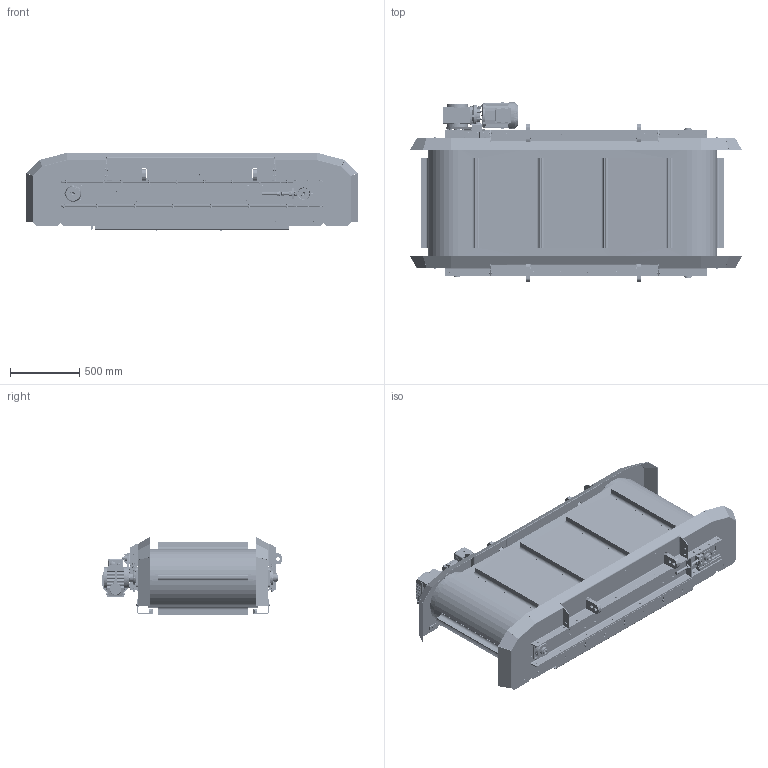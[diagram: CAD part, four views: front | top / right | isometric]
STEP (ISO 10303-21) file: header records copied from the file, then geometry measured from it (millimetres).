
FILE_DESCRIPTION(/* description */ (''),/* implementation_level */ '2;1');
FILE_NAME(/* name */ 'ROFC080341.stp',/* time_stamp */ '2022-05-05T20:01:19+02:00',/* author */ ('PH'),/* organization */ (''),/* preprocessor_version */ 'ST-DEVELOPER v18.1',/* originating_system */ 'Autodesk Inventor 2021',/* authorisation */ '');
FILE_SCHEMA (('AUTOMOTIVE_DESIGN { 1 0 10303 214 3 1 1 }'));
Length unit declared in the file: millimetre
Products named in the file (1): Součást1
Bounding box: 2404 x 1306 x 566.05 mm (x, y, z)
Volume: 150586271.5 mm3; surface area: 25695747.9 mm2
Topology: 21 solids, 135 shells, 8005 faces, 18917 edges, 11980 vertices
Faces by surface type: plane 4308, cylinder 2280, cone 1233, torus 75, bspline 71, sphere 38
Full cylindrical faces by diameter (mm): 1 x8, 3 x4, 5 x4, 6 x50, 6.4 x4, 6.647 x2, 7 x52, 7.323 x64, 8 x125, 8.376 x12, 8.4 x100, 8.5 x28, 8.57 x4, 9 x19, 9.188 x17, 9.7 x4, 10 x45, 10.4 x1, 10.5 x17, 11 x9, 11.053 x27, 11.4 x64, 12 x106, 13 x45, 13.5 x8, 13.835 x8, 14 x48, 14.5 x8, 15.4 x15, 16 x107
Entity records: 241075 total; most frequent: CARTESIAN_POINT 49275, DIRECTION 38915, ORIENTED_EDGE 37778, EDGE_CURVE 18889, AXIS2_PLACEMENT_3D 14650, VERTEX_POINT 12028, LINE 9615, VECTOR 9615
